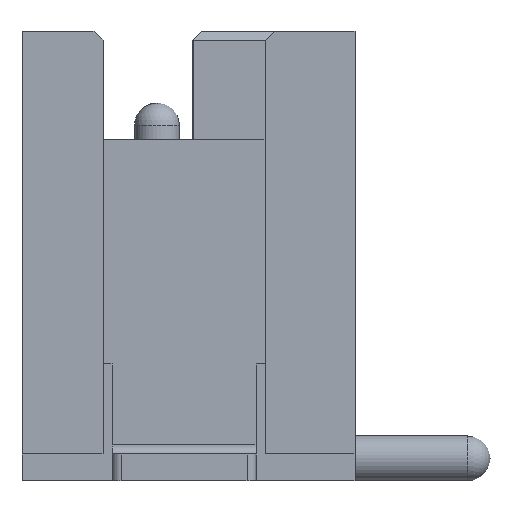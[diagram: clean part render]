
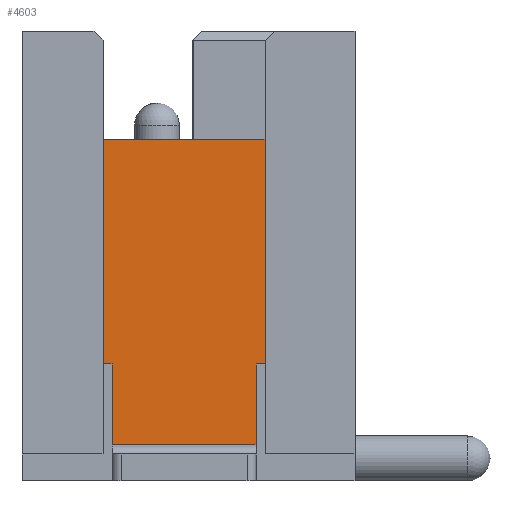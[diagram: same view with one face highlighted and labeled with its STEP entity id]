
A CAD part, front view. The second image highlights one B-rep face of the part: STEP entity #4603.
In plain terms, the highlighted planar face has unit normal (0, -1, 0).
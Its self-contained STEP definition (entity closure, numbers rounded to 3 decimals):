
#154=PLANE('',#5037);
#431=FACE_OUTER_BOUND('',#682,.T.);
#682=EDGE_LOOP('',(#4041,#4042,#4043,#4044,#4045,#4046,#4047,#4048));
#1099=LINE('',#7485,#1574);
#1111=LINE('',#7517,#1586);
#1114=LINE('',#7523,#1589);
#1126=LINE('',#7549,#1601);
#1135=LINE('',#7567,#1610);
#1140=LINE('',#7576,#1615);
#1141=LINE('',#7578,#1616);
#1142=LINE('',#7579,#1617);
#1574=VECTOR('',#6157,10.);
#1586=VECTOR('',#6183,10.);
#1589=VECTOR('',#6192,10.);
#1601=VECTOR('',#6218,10.);
#1610=VECTOR('',#6233,10.);
#1615=VECTOR('',#6242,10.);
#1616=VECTOR('',#6243,10.);
#1617=VECTOR('',#6244,10.);
#2236=VERTEX_POINT('',#7482);
#2237=VERTEX_POINT('',#7484);
#2249=VERTEX_POINT('',#7514);
#2250=VERTEX_POINT('',#7516);
#2257=VERTEX_POINT('',#7548);
#2263=VERTEX_POINT('',#7566);
#2265=VERTEX_POINT('',#7575);
#2266=VERTEX_POINT('',#7577);
#2833=EDGE_CURVE('',#2237,#2236,#1099,.T.);
#2849=EDGE_CURVE('',#2250,#2249,#1111,.T.);
#2853=EDGE_CURVE('',#2250,#2236,#1114,.T.);
#2865=EDGE_CURVE('',#2249,#2257,#1126,.T.);
#2874=EDGE_CURVE('',#2263,#2237,#1135,.T.);
#2879=EDGE_CURVE('',#2265,#2257,#1140,.T.);
#2880=EDGE_CURVE('',#2265,#2266,#1141,.T.);
#2881=EDGE_CURVE('',#2263,#2266,#1142,.T.);
#4041=ORIENTED_EDGE('',*,*,#2853,.F.);
#4042=ORIENTED_EDGE('',*,*,#2849,.T.);
#4043=ORIENTED_EDGE('',*,*,#2865,.T.);
#4044=ORIENTED_EDGE('',*,*,#2879,.F.);
#4045=ORIENTED_EDGE('',*,*,#2880,.T.);
#4046=ORIENTED_EDGE('',*,*,#2881,.F.);
#4047=ORIENTED_EDGE('',*,*,#2874,.T.);
#4048=ORIENTED_EDGE('',*,*,#2833,.T.);
#4603=ADVANCED_FACE('',(#431),#154,.T.);
#5037=AXIS2_PLACEMENT_3D('',#7574,#6240,#6241);
#6157=DIRECTION('',(0.,0.,-1.));
#6183=DIRECTION('',(0.,0.,1.));
#6192=DIRECTION('',(-1.,0.,0.));
#6218=DIRECTION('',(1.,0.,0.));
#6233=DIRECTION('',(1.,0.,0.));
#6240=DIRECTION('center_axis',(0.,-1.,0.));
#6241=DIRECTION('ref_axis',(0.,0.,-1.));
#6242=DIRECTION('',(0.,0.,-1.));
#6243=DIRECTION('',(-1.,0.,0.));
#6244=DIRECTION('',(0.,0.,1.));
#7482=CARTESIAN_POINT('',(-3.45,-1.95,0.4));
#7484=CARTESIAN_POINT('',(-3.45,-1.95,1.3));
#7485=CARTESIAN_POINT('',(-3.45,-1.95,1.9));
#7514=CARTESIAN_POINT('',(-1.85,-1.95,1.3));
#7516=CARTESIAN_POINT('',(-1.85,-1.95,0.4));
#7517=CARTESIAN_POINT('',(-1.85,-1.95,1.4));
#7523=CARTESIAN_POINT('',(-3.05,-1.95,0.4));
#7548=CARTESIAN_POINT('',(-1.75,-1.95,1.3));
#7549=CARTESIAN_POINT('',(-2.25,-1.95,1.3));
#7566=CARTESIAN_POINT('',(-3.55,-1.95,1.3));
#7567=CARTESIAN_POINT('',(-3.1,-1.95,1.3));
#7574=CARTESIAN_POINT('Origin',(-2.65,-1.95,2.5));
#7575=CARTESIAN_POINT('',(-1.75,-1.95,3.795));
#7576=CARTESIAN_POINT('',(-1.75,-1.95,3.75));
#7577=CARTESIAN_POINT('',(-3.55,-1.95,3.795));
#7578=CARTESIAN_POINT('',(-4.05,-1.95,3.795));
#7579=CARTESIAN_POINT('',(-3.55,-1.95,1.25));
